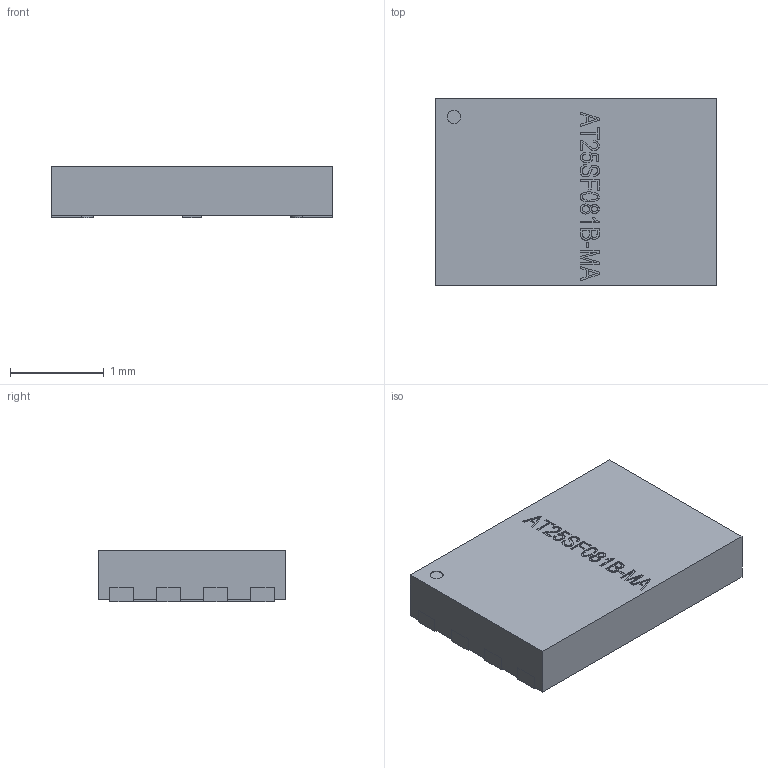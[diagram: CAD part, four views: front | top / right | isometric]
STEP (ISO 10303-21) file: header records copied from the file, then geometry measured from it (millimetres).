
FILE_DESCRIPTION(/* description */ (''),/* implementation_level */ '2;1');
FILE_NAME(/* name */ 'udfn8-3x2.step',/* time_stamp */ '2025-07-17T10:50:47-07:00',/* author */ (''),/* organization */ (''),/* preprocessor_version */ 'ST-DEVELOPER v20.1',/* originating_system */ 'Autodesk Translation Framework v14.10.0.0',/* authorisation */ '');
FILE_SCHEMA (('AUTOMOTIVE_DESIGN { 1 0 10303 214 3 1 1 }'));
Length unit declared in the file: millimetre
Products named in the file (1): udfn8-3x2
Bounding box: 3 x 2 x 0.55 mm (x, y, z)
Volume: 3.2 mm3; surface area: 23.1 mm2
Topology: 10 solids, 10 shells, 346 faces, 912 edges, 608 vertices
Faces by surface type: plane 189, bspline 140, cylinder 17
Full cylindrical faces by diameter (mm): 0.14 x1
Entity records: 11928 total; most frequent: CARTESIAN_POINT 4247, ORIENTED_EDGE 1824, DIRECTION 1080, EDGE_CURVE 912, VERTEX_POINT 608, LINE 598, VECTOR 598, EDGE_LOOP 368
